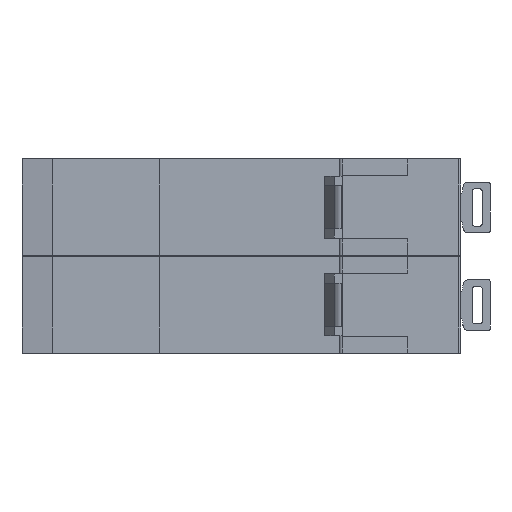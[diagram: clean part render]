
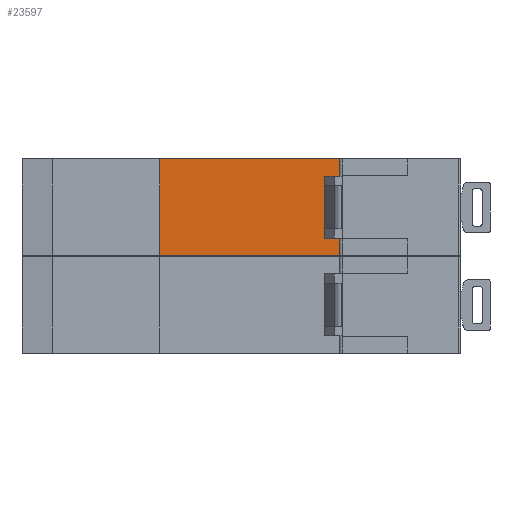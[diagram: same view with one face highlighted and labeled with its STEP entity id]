
A CAD part, front view. The second image highlights one B-rep face of the part: STEP entity #23597.
In plain terms, the highlighted planar face has unit normal (0, -1, 0).
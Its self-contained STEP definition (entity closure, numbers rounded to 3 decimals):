
#1612 = DIRECTION ( 'NONE',  ( -1., 0., 0. ) ) ;
#2159 = CARTESIAN_POINT ( 'NONE',  ( 22.5, 5.5, 8.75 ) ) ;
#3650 = LINE ( 'NONE', #10896, #16475 ) ;
#3725 = ORIENTED_EDGE ( 'NONE', *, *, #18996, .F. ) ;
#3949 = EDGE_CURVE ( 'NONE', #24382, #15239, #24977, .T. ) ;
#3961 = CARTESIAN_POINT ( 'NONE',  ( 58., 5.5, -8.75 ) ) ;
#4500 = VECTOR ( 'NONE', #19787, 1000. ) ;
#4565 = VERTEX_POINT ( 'NONE', #3961 ) ;
#4958 = EDGE_CURVE ( 'NONE', #26331, #4565, #3650, .T. ) ;
#6934 = DIRECTION ( 'NONE',  ( 0., 0., -1. ) ) ;
#9236 = PLANE ( 'NONE',  #9659 ) ;
#9659 = AXIS2_PLACEMENT_3D ( 'NONE', #27227, #16988, #1612 ) ;
#10487 = VECTOR ( 'NONE', #27465, 1000. ) ;
#10792 = VECTOR ( 'NONE', #6934, 1000. ) ;
#10896 = CARTESIAN_POINT ( 'NONE',  ( 0., 5.5, -8.75 ) ) ;
#13138 = EDGE_CURVE ( 'NONE', #24382, #26331, #29664, .T. ) ;
#14880 = CARTESIAN_POINT ( 'NONE',  ( 22.5, 5.5, -8.75 ) ) ;
#15006 = ORIENTED_EDGE ( 'NONE', *, *, #13138, .T. ) ;
#15239 = VERTEX_POINT ( 'NONE', #32425 ) ;
#16475 = VECTOR ( 'NONE', #21108, 1000. ) ;
#16988 = DIRECTION ( 'NONE',  ( 0., 1., 0. ) ) ;
#17592 = ORIENTED_EDGE ( 'NONE', *, *, #4958, .T. ) ;
#18996 = EDGE_CURVE ( 'NONE', #15239, #4565, #30980, .T. ) ;
#19787 = DIRECTION ( 'NONE',  ( 1., 0., 0. ) ) ;
#21108 = DIRECTION ( 'NONE',  ( 1., 0., 0. ) ) ;
#22353 = CARTESIAN_POINT ( 'NONE',  ( 22.5, 5.5, 8.75 ) ) ;
#23597 = ADVANCED_FACE ( 'NONE', ( #25835 ), #9236, .F. ) ;
#24382 = VERTEX_POINT ( 'NONE', #2159 ) ;
#24977 = LINE ( 'NONE', #32491, #4500 ) ;
#25835 = FACE_OUTER_BOUND ( 'NONE', #30629, .T. ) ;
#26331 = VERTEX_POINT ( 'NONE', #14880 ) ;
#27227 = CARTESIAN_POINT ( 'NONE',  ( 0., 5.5, 8.75 ) ) ;
#27465 = DIRECTION ( 'NONE',  ( 0., 0., -1. ) ) ;
#29664 = LINE ( 'NONE', #22353, #10792 ) ;
#30066 = CARTESIAN_POINT ( 'NONE',  ( 58., 5.5, 8.75 ) ) ;
#30629 = EDGE_LOOP ( 'NONE', ( #17592, #3725, #32417, #15006 ) ) ;
#30980 = LINE ( 'NONE', #30066, #10487 ) ;
#32417 = ORIENTED_EDGE ( 'NONE', *, *, #3949, .F. ) ;
#32425 = CARTESIAN_POINT ( 'NONE',  ( 58., 5.5, 8.75 ) ) ;
#32491 = CARTESIAN_POINT ( 'NONE',  ( 0., 5.5, 8.75 ) ) ;
